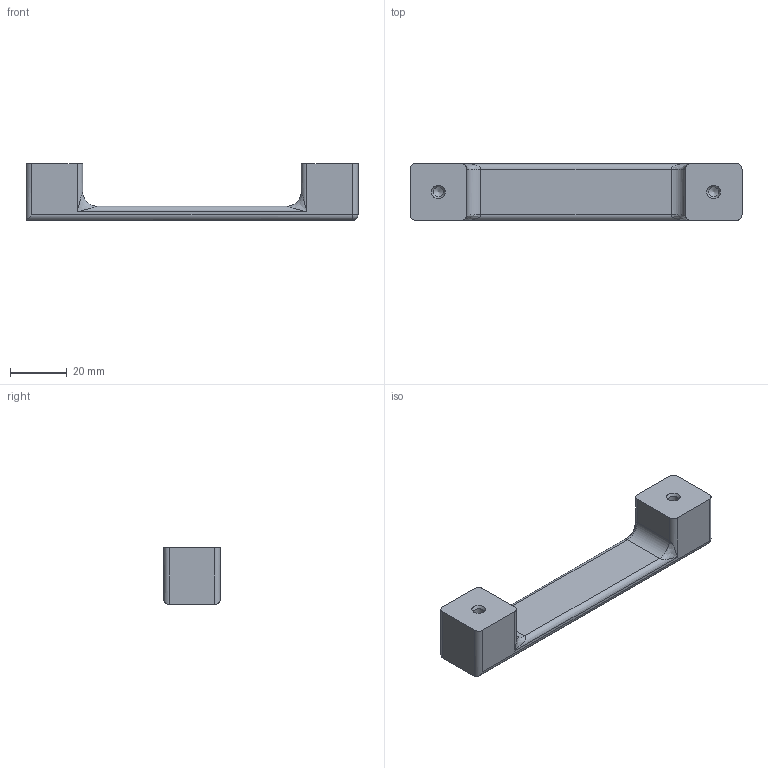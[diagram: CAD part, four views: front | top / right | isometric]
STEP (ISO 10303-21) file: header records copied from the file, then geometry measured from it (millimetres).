
FILE_DESCRIPTION(('FreeCAD Model'),'2;1');
FILE_NAME('ikea_closet_handle.step','2020-06-28T10:44:44',('Felix Morgner'),(''), 'Open CASCADE STEP processor 7.4','FreeCAD','Unknown');
FILE_SCHEMA(('AUTOMOTIVE_DESIGN { 1 0 10303 214 1 1 1 1 }'));
Length unit declared in the file: millimetre
Products named in the file (2): IKEA_Closet_Handle; Handle
Assembly tree (1 placements, depth 2):
  IKEA_Closet_Handle
    Handle
Bounding box: 117 x 20 x 20 mm (x, y, z)
Volume: 23192.2 mm3; surface area: 8152.6 mm2
Topology: 1 solids, 1 shells, 37 faces, 87 edges, 46 vertices
Faces by surface type: cylinder 17, plane 10, bspline 4, cone 4, sphere 2
Full cylindrical faces by diameter (mm): 3.6 x2
Entity records: 2785 total; most frequent: CARTESIAN_POINT 1157, DIRECTION 300, LINE 177, VECTOR 177, ORIENTED_EDGE 158, PCURVE 158, DEFINITIONAL_REPRESENTATION 158, EDGE_CURVE 79
